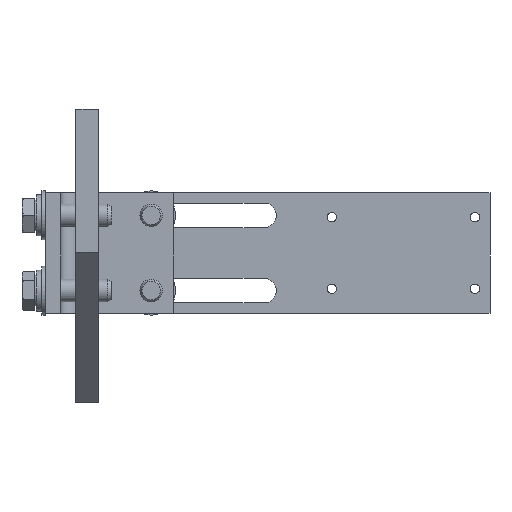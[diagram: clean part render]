
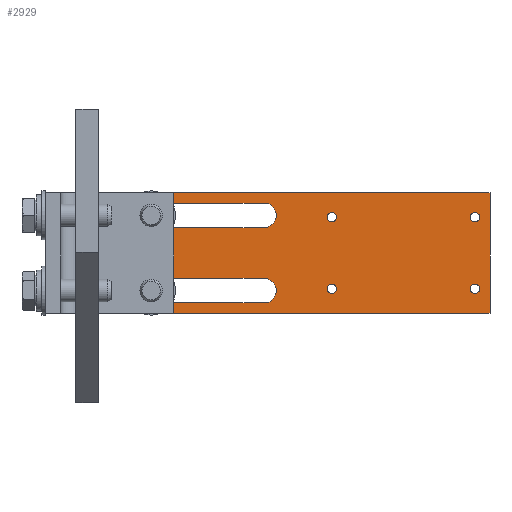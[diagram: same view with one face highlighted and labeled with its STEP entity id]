
A CAD part, left-side view. The second image highlights one B-rep face of the part: STEP entity #2929.
In plain terms, the highlighted planar face has unit normal (-1, 0, 0).
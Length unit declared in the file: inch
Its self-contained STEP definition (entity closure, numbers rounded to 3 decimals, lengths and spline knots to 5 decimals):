
#2308=CARTESIAN_POINT('',(0.0,2.625,-0.32825));
#2309=VERTEX_POINT('',#2308);
#2310=CARTESIAN_POINT('',(0.0,2.625,-0.40625));
#2311=DIRECTION('',(1.0,0.0,0.0));
#2312=DIRECTION('',(0.0,0.0,-1.0));
#2313=AXIS2_PLACEMENT_3D('',#2310,#2311,#2312);
#2314=CIRCLE('',#2313,0.078);
#2315=EDGE_CURVE('',#2309,#2309,#2314,.T.);
#2357=CARTESIAN_POINT('',(0.0,2.625,-1.51575));
#2358=VERTEX_POINT('',#2357);
#2359=CARTESIAN_POINT('',(0.0,2.625,-1.59375));
#2360=DIRECTION('',(1.0,0.0,0.0));
#2361=DIRECTION('',(0.0,0.0,-1.0));
#2362=AXIS2_PLACEMENT_3D('',#2359,#2360,#2361);
#2363=CIRCLE('',#2362,0.078);
#2364=EDGE_CURVE('',#2358,#2358,#2363,.T.);
#2406=CARTESIAN_POINT('',(0.0,0.25,-1.51575));
#2407=VERTEX_POINT('',#2406);
#2408=CARTESIAN_POINT('',(0.0,0.25,-1.59375));
#2409=DIRECTION('',(1.0,0.0,0.0));
#2410=DIRECTION('',(0.0,0.0,-1.0));
#2411=AXIS2_PLACEMENT_3D('',#2408,#2409,#2410);
#2412=CIRCLE('',#2411,0.078);
#2413=EDGE_CURVE('',#2407,#2407,#2412,.T.);
#2455=CARTESIAN_POINT('',(0.0,0.25,-0.32825));
#2456=VERTEX_POINT('',#2455);
#2457=CARTESIAN_POINT('',(0.0,0.25,-0.40625));
#2458=DIRECTION('',(1.0,0.0,0.0));
#2459=DIRECTION('',(0.0,0.0,-1.0));
#2460=AXIS2_PLACEMENT_3D('',#2457,#2458,#2459);
#2461=CIRCLE('',#2460,0.078);
#2462=EDGE_CURVE('',#2456,#2456,#2461,.T.);
#2483=CARTESIAN_POINT('',(0.0,6.75,-1.82813));
#2484=VERTEX_POINT('',#2483);
#2485=CARTESIAN_POINT('',(0.0,6.75,-1.42188));
#2486=VERTEX_POINT('',#2485);
#2487=CARTESIAN_POINT('',(0.0,6.75,-1.625));
#2488=DIRECTION('',(1.0,0.0,0.0));
#2489=DIRECTION('',(0.0,0.0,1.0));
#2490=AXIS2_PLACEMENT_3D('',#2487,#2488,#2489);
#2491=CIRCLE('',#2490,0.20313);
#2492=EDGE_CURVE('',#2484,#2486,#2491,.T.);
#2525=CARTESIAN_POINT('',(0.0,3.75,-1.42188));
#2526=VERTEX_POINT('',#2525);
#2527=CARTESIAN_POINT('',(0.0,6.75,-1.42188));
#2528=DIRECTION('',(0.0,-1.0,0.0));
#2529=VECTOR('',#2528,3.);
#2530=LINE('',#2527,#2529);
#2531=EDGE_CURVE('',#2486,#2526,#2530,.T.);
#2556=CARTESIAN_POINT('',(0.0,3.75,-1.82813));
#2557=VERTEX_POINT('',#2556);
#2558=CARTESIAN_POINT('',(0.0,3.75,-1.625));
#2559=DIRECTION('',(1.0,0.0,0.0));
#2560=DIRECTION('',(0.0,0.0,-1.0));
#2561=AXIS2_PLACEMENT_3D('',#2558,#2559,#2560);
#2562=CIRCLE('',#2561,0.20313);
#2563=EDGE_CURVE('',#2526,#2557,#2562,.T.);
#2589=CARTESIAN_POINT('',(0.0,3.75,-1.82813));
#2590=DIRECTION('',(0.0,1.0,0.0));
#2591=VECTOR('',#2590,3.);
#2592=LINE('',#2589,#2591);
#2593=EDGE_CURVE('',#2557,#2484,#2592,.T.);
#2611=CARTESIAN_POINT('',(0.0,6.75,-0.57813));
#2612=VERTEX_POINT('',#2611);
#2613=CARTESIAN_POINT('',(0.0,6.75,-0.17188));
#2614=VERTEX_POINT('',#2613);
#2615=CARTESIAN_POINT('',(0.0,6.75,-0.375));
#2616=DIRECTION('',(1.0,0.0,0.0));
#2617=DIRECTION('',(0.0,0.0,1.0));
#2618=AXIS2_PLACEMENT_3D('',#2615,#2616,#2617);
#2619=CIRCLE('',#2618,0.20313);
#2620=EDGE_CURVE('',#2612,#2614,#2619,.T.);
#2653=CARTESIAN_POINT('',(0.0,3.75,-0.17188));
#2654=VERTEX_POINT('',#2653);
#2655=CARTESIAN_POINT('',(0.0,6.75,-0.17188));
#2656=DIRECTION('',(0.0,-1.0,0.0));
#2657=VECTOR('',#2656,3.);
#2658=LINE('',#2655,#2657);
#2659=EDGE_CURVE('',#2614,#2654,#2658,.T.);
#2684=CARTESIAN_POINT('',(0.0,3.75,-0.57813));
#2685=VERTEX_POINT('',#2684);
#2686=CARTESIAN_POINT('',(0.0,3.75,-0.375));
#2687=DIRECTION('',(1.0,0.0,0.0));
#2688=DIRECTION('',(0.0,0.0,-1.0));
#2689=AXIS2_PLACEMENT_3D('',#2686,#2687,#2688);
#2690=CIRCLE('',#2689,0.20313);
#2691=EDGE_CURVE('',#2654,#2685,#2690,.T.);
#2717=CARTESIAN_POINT('',(0.0,3.75,-0.57813));
#2718=DIRECTION('',(0.0,1.0,0.0));
#2719=VECTOR('',#2718,3.);
#2720=LINE('',#2717,#2719);
#2721=EDGE_CURVE('',#2685,#2612,#2720,.T.);
#2749=CARTESIAN_POINT('',(0.0,7.25,-2.));
#2750=VERTEX_POINT('',#2749);
#2757=CARTESIAN_POINT('',(0.0,7.25,0.0));
#2758=VERTEX_POINT('',#2757);
#2759=CARTESIAN_POINT('',(0.0,7.25,0.0));
#2760=DIRECTION('',(0.0,0.0,-1.0));
#2761=VECTOR('',#2760,2.);
#2762=LINE('',#2759,#2761);
#2763=EDGE_CURVE('',#2758,#2750,#2762,.T.);
#2787=CARTESIAN_POINT('',(0.0,0.,-2.0));
#2788=VERTEX_POINT('',#2787);
#2795=CARTESIAN_POINT('',(0.0,7.25,-2.));
#2796=DIRECTION('',(0.0,-1.0,0.0));
#2797=VECTOR('',#2796,7.25);
#2798=LINE('',#2795,#2797);
#2799=EDGE_CURVE('',#2750,#2788,#2798,.T.);
#2818=CARTESIAN_POINT('',(0.0,0.0,0.0));
#2819=VERTEX_POINT('',#2818);
#2826=CARTESIAN_POINT('',(0.0,0.,-2.0));
#2827=DIRECTION('',(0.0,0.0,1.0));
#2828=VECTOR('',#2827,2.0);
#2829=LINE('',#2826,#2828);
#2830=EDGE_CURVE('',#2788,#2819,#2829,.T.);
#2848=CARTESIAN_POINT('',(0.0,0.0,0.0));
#2849=DIRECTION('',(0.0,1.0,0.0));
#2850=VECTOR('',#2849,7.25);
#2851=LINE('',#2848,#2850);
#2852=EDGE_CURVE('',#2819,#2758,#2851,.T.);
#2894=CARTESIAN_POINT('',(0.0,3.625,-1.));
#2895=DIRECTION('',(1.0,0.0,0.0));
#2896=DIRECTION('',(0.0,0.0,-1.0));
#2897=AXIS2_PLACEMENT_3D('',#2894,#2895,#2896);
#2898=PLANE('',#2897);
#2899=ORIENTED_EDGE('',*,*,#2852,.T.);
#2900=ORIENTED_EDGE('',*,*,#2763,.T.);
#2901=ORIENTED_EDGE('',*,*,#2799,.T.);
#2902=ORIENTED_EDGE('',*,*,#2830,.T.);
#2903=EDGE_LOOP('',(#2899,#2900,#2901,#2902));
#2904=FACE_OUTER_BOUND('',#2903,.T.);
#2905=ORIENTED_EDGE('',*,*,#2315,.T.);
#2906=EDGE_LOOP('',(#2905));
#2907=FACE_BOUND('',#2906,.T.);
#2908=ORIENTED_EDGE('',*,*,#2364,.T.);
#2909=EDGE_LOOP('',(#2908));
#2910=FACE_BOUND('',#2909,.T.);
#2911=ORIENTED_EDGE('',*,*,#2413,.T.);
#2912=EDGE_LOOP('',(#2911));
#2913=FACE_BOUND('',#2912,.T.);
#2914=ORIENTED_EDGE('',*,*,#2462,.T.);
#2915=EDGE_LOOP('',(#2914));
#2916=FACE_BOUND('',#2915,.T.);
#2917=ORIENTED_EDGE('',*,*,#2563,.T.);
#2918=ORIENTED_EDGE('',*,*,#2593,.T.);
#2919=ORIENTED_EDGE('',*,*,#2492,.T.);
#2920=ORIENTED_EDGE('',*,*,#2531,.T.);
#2921=EDGE_LOOP('',(#2917,#2918,#2919,#2920));
#2922=FACE_BOUND('',#2921,.T.);
#2923=ORIENTED_EDGE('',*,*,#2691,.T.);
#2924=ORIENTED_EDGE('',*,*,#2721,.T.);
#2925=ORIENTED_EDGE('',*,*,#2620,.T.);
#2926=ORIENTED_EDGE('',*,*,#2659,.T.);
#2927=EDGE_LOOP('',(#2923,#2924,#2925,#2926));
#2928=FACE_BOUND('',#2927,.T.);
#2929=ADVANCED_FACE('',(#2904,#2907,#2910,#2913,#2916,#2922,#2928),#2898,.F.);
